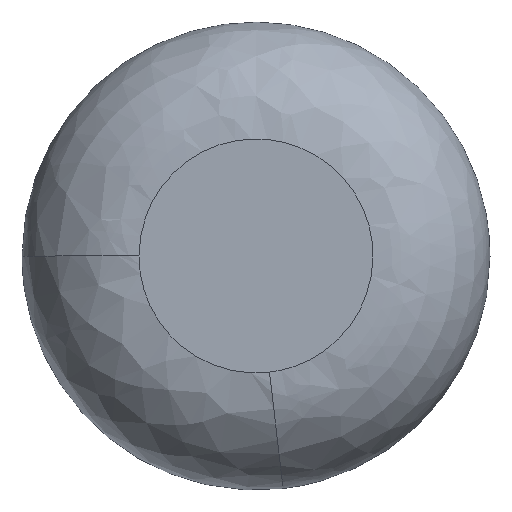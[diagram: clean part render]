
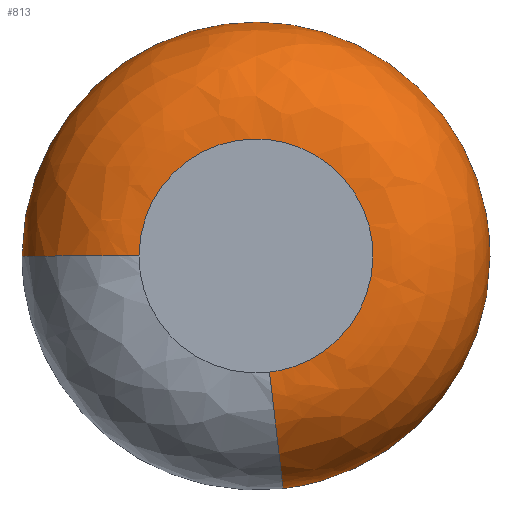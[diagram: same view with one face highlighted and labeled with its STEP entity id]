
A CAD part, top view. The second image highlights one B-rep face of the part: STEP entity #813.
In plain terms, the highlighted free-form (B-spline) face has degree [2, 2] with [5, 7] control points.
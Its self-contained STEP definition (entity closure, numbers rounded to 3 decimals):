
#639=CARTESIAN_POINT('',(0.462,-3.973,10.2));
#640=VERTEX_POINT('',#639);
#641=CARTESIAN_POINT('',(-4.0,0.0,10.2));
#642=VERTEX_POINT('',#641);
#658=CARTESIAN_POINT('',(-8.0,0.0,6.2));
#659=VERTEX_POINT('',#658);
#660=CARTESIAN_POINT('',(-8.0,0.0,6.2));
#661=CARTESIAN_POINT('',(-8.0,0.0,10.2));
#662=CARTESIAN_POINT('',(-4.,0.0,10.2));
#670=(BOUNDED_CURVE()B_SPLINE_CURVE(2,(#660,#661,#662),.UNSPECIFIED.,.F.,.U.)B_SPLINE_CURVE_WITH_KNOTS((3,3),(0.0,0.25),.UNSPECIFIED.)CURVE()GEOMETRIC_REPRESENTATION_ITEM()RATIONAL_B_SPLINE_CURVE((1.0,0.707,1.0))REPRESENTATION_ITEM(''));
#671=EDGE_CURVE('',#659,#642,#670,.T.);
#673=CARTESIAN_POINT('',(0.924,-7.946,6.2));
#674=VERTEX_POINT('',#673);
#690=CARTESIAN_POINT('',(0.924,-7.946,6.2));
#691=CARTESIAN_POINT('',(0.924,-7.946,10.2));
#692=CARTESIAN_POINT('',(0.462,-3.973,10.2));
#700=(BOUNDED_CURVE()B_SPLINE_CURVE(2,(#690,#691,#692),.UNSPECIFIED.,.F.,.U.)B_SPLINE_CURVE_WITH_KNOTS((3,3),(0.0,0.25),.UNSPECIFIED.)CURVE()GEOMETRIC_REPRESENTATION_ITEM()RATIONAL_B_SPLINE_CURVE((0.957,0.677,0.957))REPRESENTATION_ITEM(''));
#701=EDGE_CURVE('',#674,#640,#700,.T.);
#706=CARTESIAN_POINT('',(-8.0,0.0,6.2));
#707=CARTESIAN_POINT('',(-8.0,0.0,10.2));
#708=CARTESIAN_POINT('',(-4.0,0.0,10.2));
#709=CARTESIAN_POINT('',(-3.857,0.0,10.2));
#710=CARTESIAN_POINT('',(-3.714,0.0,10.19));
#711=CARTESIAN_POINT('',(-8.0,8.0,6.2));
#712=CARTESIAN_POINT('',(-8.0,8.0,10.2));
#713=CARTESIAN_POINT('',(-4.,4.,10.2));
#714=CARTESIAN_POINT('',(-3.857,3.857,10.2));
#715=CARTESIAN_POINT('',(-3.714,3.714,10.19));
#716=CARTESIAN_POINT('',(0.0,8.0,6.2));
#717=CARTESIAN_POINT('',(0.0,8.0,10.2));
#718=CARTESIAN_POINT('',(0.0,4.0,10.2));
#719=CARTESIAN_POINT('',(0.0,3.857,10.2));
#720=CARTESIAN_POINT('',(0.0,3.714,10.19));
#721=CARTESIAN_POINT('',(8.0,8.0,6.2));
#722=CARTESIAN_POINT('',(8.0,8.0,10.2));
#723=CARTESIAN_POINT('',(4.,4.,10.2));
#724=CARTESIAN_POINT('',(3.857,3.857,10.2));
#725=CARTESIAN_POINT('',(3.714,3.714,10.19));
#726=CARTESIAN_POINT('',(8.0,0.0,6.2));
#727=CARTESIAN_POINT('',(8.0,0.0,10.2));
#728=CARTESIAN_POINT('',(4.0,0.0,10.2));
#729=CARTESIAN_POINT('',(3.857,0.0,10.2));
#730=CARTESIAN_POINT('',(3.714,0.0,10.19));
#731=CARTESIAN_POINT('',(8.0,-7.124,6.2));
#732=CARTESIAN_POINT('',(8.0,-7.124,10.2));
#733=CARTESIAN_POINT('',(4.,-3.562,10.2));
#734=CARTESIAN_POINT('',(3.857,-3.434,10.2));
#735=CARTESIAN_POINT('',(3.714,-3.307,10.19));
#736=CARTESIAN_POINT('',(0.924,-7.946,6.2));
#737=CARTESIAN_POINT('',(0.924,-7.946,10.2));
#738=CARTESIAN_POINT('',(0.462,-3.973,10.2));
#739=CARTESIAN_POINT('',(0.445,-3.831,10.2));
#740=CARTESIAN_POINT('',(0.429,-3.689,10.19));
#748=(BOUNDED_SURFACE()B_SPLINE_SURFACE(2,2,((#706,#711,#716,#721,#726,#731,#736),(#707,#712,#717,#722,#727,#732,#737),(#708,#713,#718,#723,#728,#733,#738),(#709,#714,#719,#724,#729,#734,#739),(#710,#715,#720,#725,#730,#735,#740)),.UNSPECIFIED.,.F.,.F.,.U.)B_SPLINE_SURFACE_WITH_KNOTS((3,2,3),(3,2,2,3),(0.0,6.627,6.958),(0.0,13.255,26.51,38.704),.UNSPECIFIED.)GEOMETRIC_REPRESENTATION_ITEM()RATIONAL_B_SPLINE_SURFACE(((1.0,0.707,1.0,0.707,1.0,0.731,0.957),(0.707,0.5,0.707,0.5,0.707,0.517,0.677),(1.0,0.707,1.0,0.707,1.0,0.731,0.957),(0.985,0.697,0.985,0.697,0.985,0.72,0.943),(0.972,0.687,0.972,0.687,0.972,0.71,0.93)))REPRESENTATION_ITEM('')SURFACE());
#749=CARTESIAN_POINT('',(4.0,0.0,10.2));
#750=VERTEX_POINT('',#749);
#751=CARTESIAN_POINT('',(4.0,0.0,10.2));
#752=CARTESIAN_POINT('',(4.,-3.562,10.2));
#753=CARTESIAN_POINT('',(0.462,-3.973,10.2));
#761=(BOUNDED_CURVE()B_SPLINE_CURVE(2,(#751,#752,#753),.UNSPECIFIED.,.F.,.U.)B_SPLINE_CURVE_WITH_KNOTS((3,3),(0.5,0.73),.UNSPECIFIED.)CURVE()GEOMETRIC_REPRESENTATION_ITEM()RATIONAL_B_SPLINE_CURVE((1.0,0.731,0.957))REPRESENTATION_ITEM(''));
#762=EDGE_CURVE('',#750,#640,#761,.T.);
#763=ORIENTED_EDGE('',*,*,#762,.T.);
#764=ORIENTED_EDGE('',*,*,#701,.F.);
#765=CARTESIAN_POINT('',(8.0,0.0,6.2));
#766=VERTEX_POINT('',#765);
#767=CARTESIAN_POINT('',(8.0,0.0,6.2));
#768=CARTESIAN_POINT('',(8.0,-7.124,6.2));
#769=CARTESIAN_POINT('',(0.924,-7.946,6.2));
#777=(BOUNDED_CURVE()B_SPLINE_CURVE(2,(#767,#768,#769),.UNSPECIFIED.,.F.,.U.)B_SPLINE_CURVE_WITH_KNOTS((3,3),(0.5,0.73),.UNSPECIFIED.)CURVE()GEOMETRIC_REPRESENTATION_ITEM()RATIONAL_B_SPLINE_CURVE((1.0,0.731,0.957))REPRESENTATION_ITEM(''));
#778=EDGE_CURVE('',#766,#674,#777,.T.);
#779=ORIENTED_EDGE('',*,*,#778,.F.);
#780=CARTESIAN_POINT('',(-8.0,0.0,6.2));
#781=CARTESIAN_POINT('',(-8.0,8.0,6.2));
#782=CARTESIAN_POINT('',(0.0,8.0,6.2));
#783=CARTESIAN_POINT('',(8.0,8.0,6.2));
#784=CARTESIAN_POINT('',(8.0,0.0,6.2));
#792=(BOUNDED_CURVE()B_SPLINE_CURVE(2,(#780,#781,#782,#783,#784),.UNSPECIFIED.,.F.,.U.)B_SPLINE_CURVE_WITH_KNOTS((3,2,3),(0.0,0.25,0.5),.UNSPECIFIED.)CURVE()GEOMETRIC_REPRESENTATION_ITEM()RATIONAL_B_SPLINE_CURVE((1.0,0.707,1.0,0.707,1.0))REPRESENTATION_ITEM(''));
#793=EDGE_CURVE('',#659,#766,#792,.T.);
#794=ORIENTED_EDGE('',*,*,#793,.F.);
#795=ORIENTED_EDGE('',*,*,#671,.T.);
#796=CARTESIAN_POINT('',(-4.0,0.0,10.2));
#797=CARTESIAN_POINT('',(-4.,4.,10.2));
#798=CARTESIAN_POINT('',(0.0,4.0,10.2));
#799=CARTESIAN_POINT('',(4.,4.,10.2));
#800=CARTESIAN_POINT('',(4.0,0.0,10.2));
#808=(BOUNDED_CURVE()B_SPLINE_CURVE(2,(#796,#797,#798,#799,#800),.UNSPECIFIED.,.F.,.U.)B_SPLINE_CURVE_WITH_KNOTS((3,2,3),(0.0,0.25,0.5),.UNSPECIFIED.)CURVE()GEOMETRIC_REPRESENTATION_ITEM()RATIONAL_B_SPLINE_CURVE((1.0,0.707,1.0,0.707,1.0))REPRESENTATION_ITEM(''));
#809=EDGE_CURVE('',#642,#750,#808,.T.);
#810=ORIENTED_EDGE('',*,*,#809,.T.);
#811=EDGE_LOOP('',(#763,#764,#779,#794,#795,#810));
#812=FACE_OUTER_BOUND('',#811,.T.);
#813=ADVANCED_FACE('',(#812),#748,.T.);
